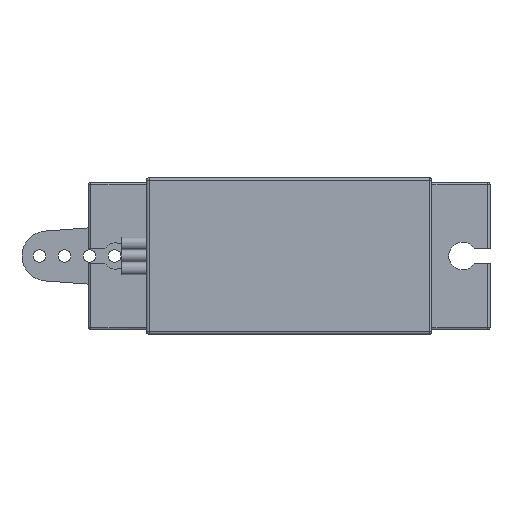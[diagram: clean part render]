
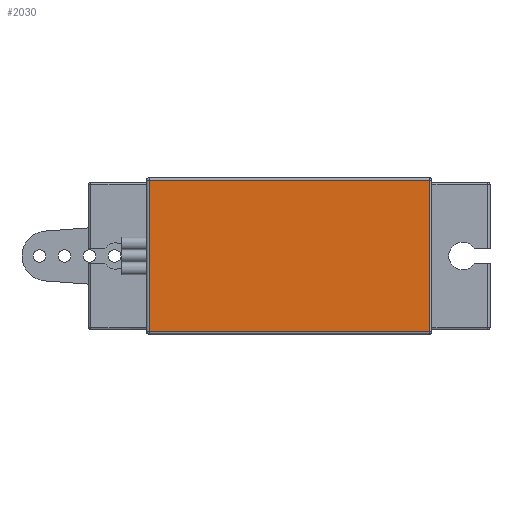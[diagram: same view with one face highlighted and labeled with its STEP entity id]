
A CAD part, front view. The second image highlights one B-rep face of the part: STEP entity #2030.
In plain terms, the highlighted planar face has unit normal (0, -1, 0).
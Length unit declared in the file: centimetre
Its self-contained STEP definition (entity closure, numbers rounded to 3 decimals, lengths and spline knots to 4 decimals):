
#83=PLANE('',#2241);
#162=LINE('',#3329,#303);
#176=LINE('',#3432,#317);
#182=LINE('',#3465,#323);
#183=LINE('',#3466,#324);
#303=VECTOR('',#2652,1.21);
#317=VECTOR('',#2686,2.24);
#323=VECTOR('',#2706,1.21);
#324=VECTOR('',#2707,2.24);
#503=FACE_OUTER_BOUND('',#682,.T.);
#682=EDGE_LOOP('',(#1582,#1583,#1584,#1585));
#971=VERTEX_POINT('',#3319);
#974=VERTEX_POINT('',#3327);
#985=VERTEX_POINT('',#3430);
#989=VERTEX_POINT('',#3464);
#1174=EDGE_CURVE('',#974,#971,#162,.T.);
#1193=EDGE_CURVE('',#985,#974,#176,.T.);
#1202=EDGE_CURVE('',#989,#985,#182,.T.);
#1203=EDGE_CURVE('',#971,#989,#183,.T.);
#1582=ORIENTED_EDGE('',*,*,#1174,.F.);
#1583=ORIENTED_EDGE('',*,*,#1193,.F.);
#1584=ORIENTED_EDGE('',*,*,#1202,.F.);
#1585=ORIENTED_EDGE('',*,*,#1203,.F.);
#2030=ADVANCED_FACE('',(#503),#83,.T.);
#2241=AXIS2_PLACEMENT_3D('',#3463,#2704,#2705);
#2652=DIRECTION('',(0.,0.,-1.));
#2686=DIRECTION('',(1.,0.,0.));
#2704=DIRECTION('center_axis',(0.,-1.,0.));
#2705=DIRECTION('ref_axis',(0.,0.,-1.));
#2706=DIRECTION('',(0.,0.,1.));
#2707=DIRECTION('',(-1.,0.,0.));
#3319=CARTESIAN_POINT('',(2.245,-1.62,-1.195));
#3327=CARTESIAN_POINT('',(2.245,-1.62,0.015));
#3329=CARTESIAN_POINT('',(2.245,-1.62,0.015));
#3430=CARTESIAN_POINT('',(0.005,-1.62,0.015));
#3432=CARTESIAN_POINT('',(0.005,-1.62,0.015));
#3463=CARTESIAN_POINT('Origin',(0.005,-1.62,-0.59));
#3464=CARTESIAN_POINT('',(0.005,-1.62,-1.195));
#3465=CARTESIAN_POINT('',(0.005,-1.62,-1.195));
#3466=CARTESIAN_POINT('',(2.245,-1.62,-1.195));
